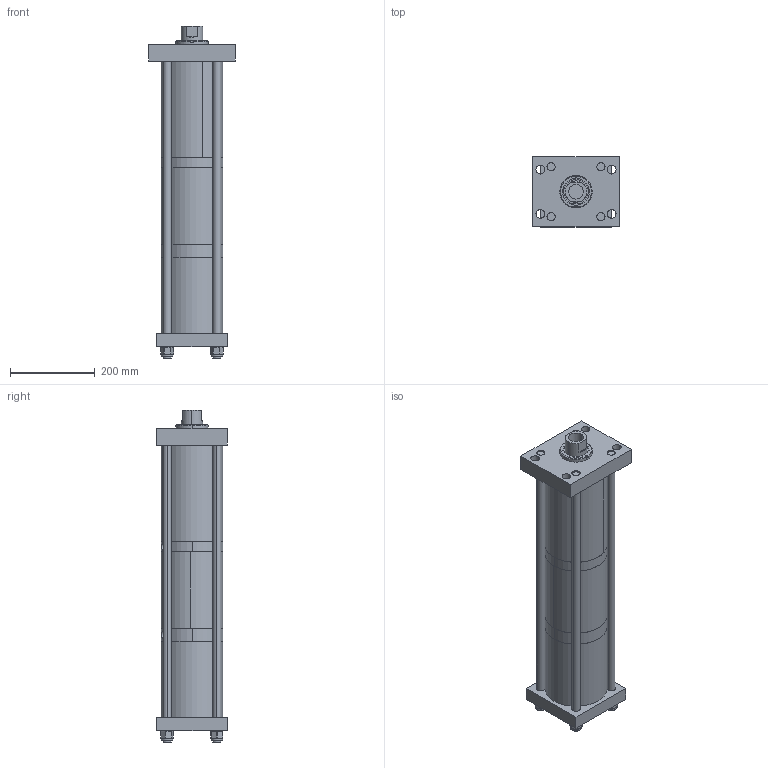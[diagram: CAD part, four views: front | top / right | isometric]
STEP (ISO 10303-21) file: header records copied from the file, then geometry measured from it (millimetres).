
FILE_DESCRIPTION (( 'STEP AP203' ), '1' );
FILE_NAME ('HPI-10-2.00-.25-FH-2020.STEP', '2020-04-20T14:33:53', ( '' ), ( '' ), 'SwSTEP 2.0', 'SolidWorks 2018', '' );
FILE_SCHEMA (( 'CONFIG_CONTROL_DESIGN' ));
Length unit declared in the file: inch
Products named in the file (13): NLN .75.STEP; G1010.STEP; E1004.STEP; F1003.STEP; E1001_2.0.STEP; E1064.STEP; E1018_2.0-.25.STEP; HPI-10-2.00-.25-FH-2020; EI1014_.25.STEP; E1013.STEP; HPI-10-2.00-.25-FH.STEP; E1011_2.0.STEP; EI1005_2.0-.25.STEP
Assembly tree (18 placements, depth 3):
  HPI-10-2.00-.25-FH-2020
    HPI-10-2.00-.25-FH.STEP
      E1004.STEP
      F1003.STEP
      E1001_2.0.STEP
      EI1005_2.0-.25.STEP
      G1010.STEP
      E1011_2.0.STEP
      E1013.STEP
      EI1014_.25.STEP
      E1064.STEP
      NLN .75.STEP  x4
      E1018_2.0-.25.STEP  x4
Bounding box: 203.2 x 165.1 x 782.65 mm (x, y, z)
Volume: 6663034.6 mm3; surface area: 1124468.5 mm2
Topology: 17 solids, 17 shells, 509 faces, 1162 edges, 652 vertices
Faces by surface type: cylinder 247, plane 134, sphere 49, bspline 48, cone 31
Entity records: 11117 total; most frequent: CARTESIAN_POINT 2967, DIRECTION 1509, ORIENTED_EDGE 1258, EDGE_CURVE 629, AXIS2_PLACEMENT_3D 629, VERTEX_POINT 392, EDGE_LOOP 359, CIRCLE 332
